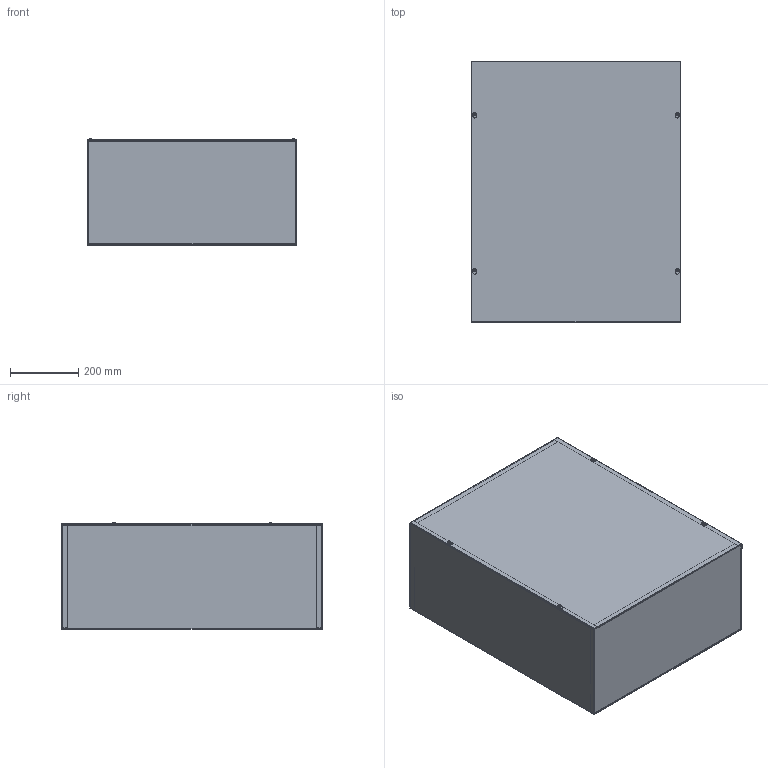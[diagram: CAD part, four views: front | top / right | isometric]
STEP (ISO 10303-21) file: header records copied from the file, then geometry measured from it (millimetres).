
FILE_DESCRIPTION(/* description */ ('SC_GNK, BLR, 30X24X12'),/* implementation_level */ '2;1');
FILE_NAME(/* name */ 'SC243012GNK.stp',/* time_stamp */ '2015-04-17T13:16:27+06:00',/* author */ ('schinnathambi'),/* organization */ (''),/* preprocessor_version */ 'ST-DEVELOPER v15.2',/* originating_system */ 'Autodesk Inventor 2014',/* authorisation */ '');
FILE_SCHEMA (('AUTOMOTIVE_DESIGN { 1 0 10303 214 3 1 1 }'));
Length unit declared in the file: inch
Products named in the file (5): SC243012GNKBLR; SC2412GNKTB; SC2430GLPA; 37214; SC_GNK-3pc
Bounding box: 613.36 x 762 x 311.89 mm (x, y, z)
Volume: 3449837.6 mm3; surface area: 3691544.5 mm2
Topology: 8 solids, 8 shells, 320 faces, 800 edges, 496 vertices
Faces by surface type: plane 192, cylinder 44, cone 44, bspline 24, sphere 8, torus 8
Full cylindrical faces by diameter (mm): 4.343 x4, 4.826 x4, 7.144 x4
Entity records: 4799 total; most frequent: CARTESIAN_POINT 1079, DIRECTION 718, ORIENTED_EDGE 712, EDGE_CURVE 356, AXIS2_PLACEMENT_3D 249, VERTEX_POINT 222, LINE 220, VECTOR 220
